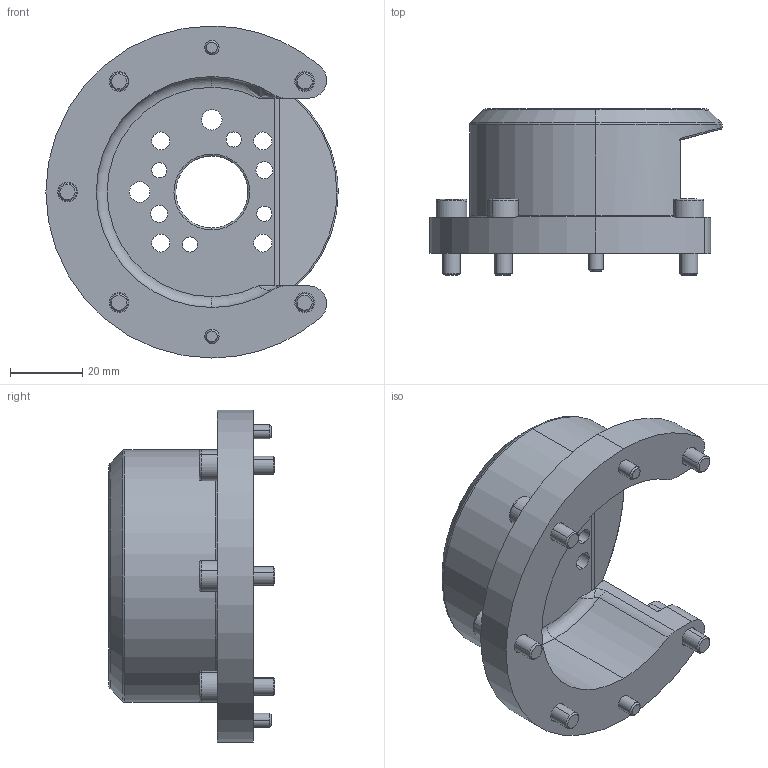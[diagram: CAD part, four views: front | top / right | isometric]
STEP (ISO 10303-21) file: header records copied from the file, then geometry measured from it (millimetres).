
FILE_DESCRIPTION (( 'STEP AP203' ), '1' );
FILE_NAME ('P5305.STEP', '2018-12-19T14:08:40', ( 'RSPlokal' ), ( 'Microsoft' ), 'SwSTEP 2.0', 'SolidWorks 2017', '' );
FILE_SCHEMA (( 'CONFIG_CONTROL_DESIGN' ));
Length unit declared in the file: millimetre
Products named in the file (1): P5305
Bounding box: 81 x 46 x 92 mm (x, y, z)
Volume: 66615.6 mm3; surface area: 29745.9 mm2
Topology: 9 solids, 9 shells, 233 faces, 532 edges, 326 vertices
Faces by surface type: cylinder 95, plane 64, cone 40, torus 28, bspline 6
Entity records: 6949 total; most frequent: CARTESIAN_POINT 1386, DIRECTION 1248, ORIENTED_EDGE 1060, EDGE_CURVE 530, AXIS2_PLACEMENT_3D 504, VERTEX_POINT 326, EDGE_LOOP 286, CIRCLE 276
